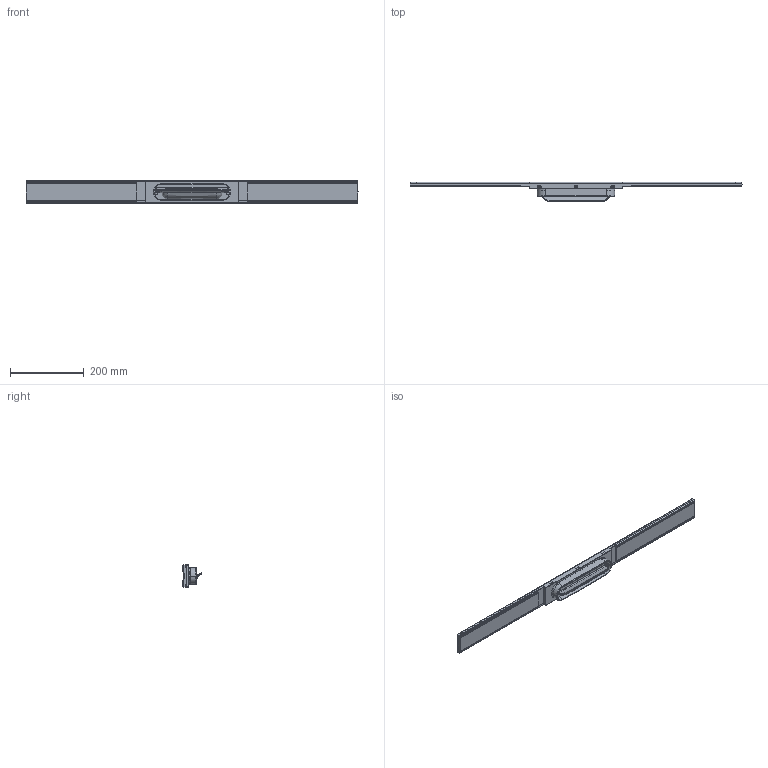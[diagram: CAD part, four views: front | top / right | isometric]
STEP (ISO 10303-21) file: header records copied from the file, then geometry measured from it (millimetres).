
FILE_DESCRIPTION(('CAx-IF Rec.Pracs.---Model Styling and Organization---1.2---2011-12-15','CAx-IF Rec.Pracs.---Geometric and Assembly Validation Properties---4.1---2014-06-16','CAx-IF Rec.Pracs.---PMI Polyline Presentation---2.0---2013-05-24'),'2;1');
FILE_NAME('1000148860_PPR_000.stp','2021-01-27T12:09:25+01:00',(''),(''),'STEP Interface 4.3 by CT CoreTechnologie','3D_Evolution4.3 by CT CoreTechnologie','');
FILE_SCHEMA(('AP203_CONFIGURATION_CONTROLLED_3D_DESIGN_OF_MECHANICAL_PARTS_AND_ASSEMBLIES_MIM_LF'));
Length unit declared in the file: millimetre
Products named in the file (5): P_2 HG RainDrain Flex 900mm kürzbar Bet. 1000148860_PPR_000_A0; P_2 Duschrinne R_Line 900 1000148861_PPA_000_A0; LIM_Abdeckung Duschrinne R_Line 1000148633_PPA_000_A0; P_2 Rahmen R_Line 900 1000149782_PPA_000_A0; P_2 Dryphon 1000149721_PPA_000_A0
Assembly tree (4 placements, depth 2):
  P_2 HG RainDrain Flex 900mm kürzbar Bet. 1000148860_PPR_000_A0
    P_2 Duschrinne R_Line 900 1000148861_PPA_000_A0
    LIM_Abdeckung Duschrinne R_Line 1000148633_PPA_000_A0
    P_2 Rahmen R_Line 900 1000149782_PPA_000_A0
    P_2 Dryphon 1000149721_PPA_000_A0
Bounding box: 900 x 51.89 x 60 mm (x, y, z)
Volume: 911233.2 mm3; surface area: 323678.7 mm2
Topology: 6 solids, 6 shells, 690 faces, 1795 edges, 1111 vertices
Faces by surface type: plane 337, cylinder 203, bspline 150
Entity records: 33645 total; most frequent: CARTESIAN_POINT 9649, ORIENTED_EDGE 3574, DIRECTION 3388, EDGE_CURVE 1787, AXIS2_PLACEMENT_3D 1153, VERTEX_POINT 1109, VECTOR 1082, LINE 1082
